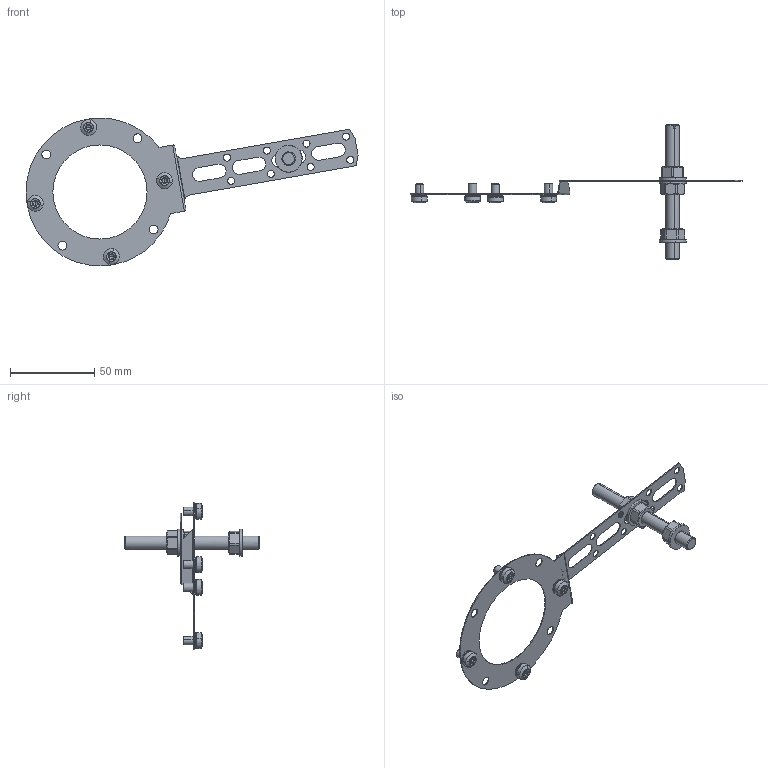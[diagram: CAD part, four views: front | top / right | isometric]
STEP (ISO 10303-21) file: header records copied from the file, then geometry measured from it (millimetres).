
FILE_DESCRIPTION (( 'STEP AP203' ), '1' );
FILE_NAME ('M004_M9445-046.STEP', '2018-03-29T06:19:07', ( '' ), ( '' ), 'SwSTEP 2.0', 'SolidWorks 2016', '' );
FILE_SCHEMA (( 'CONFIG_CONTROL_DESIGN' ));
Length unit declared in the file: millimetre
Products named in the file (1): M004_M9445-046
Bounding box: 197.51 x 80 x 87.99 mm (x, y, z)
Surface area: 17489.2 mm2 (no closed solid volume)
Topology: 0 solids, 21 shells, 427 faces, 2953 edges, 2559 vertices
Faces by surface type: cylinder 152, plane 129, cone 112, torus 22, sphere 8, bspline 4
Entity records: 30584 total; most frequent: CARTESIAN_POINT 10591, ORIENTED_EDGE 3868, DIRECTION 3685, EDGE_CURVE 2945, VERTEX_POINT 2559, VECTOR 1265, LINE 1265, AXIS2_PLACEMENT_3D 1210
